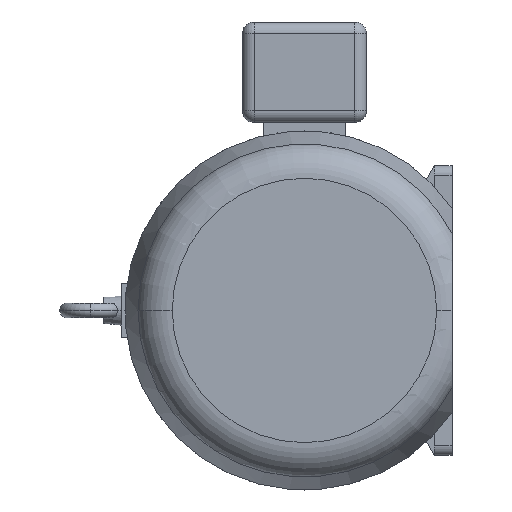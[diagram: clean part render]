
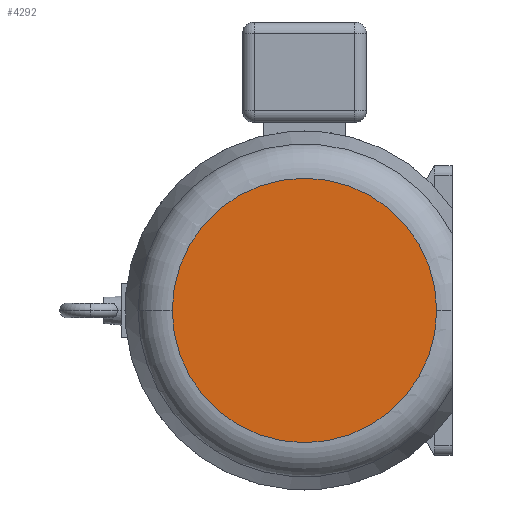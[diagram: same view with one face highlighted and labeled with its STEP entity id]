
A CAD part, left-side view. The second image highlights one B-rep face of the part: STEP entity #4292.
In plain terms, the highlighted planar face has unit normal (-1, 0, 0).
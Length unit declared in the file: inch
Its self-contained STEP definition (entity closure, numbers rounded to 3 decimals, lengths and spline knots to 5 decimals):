
#790 = CARTESIAN_POINT ( 'NONE',  ( -31.305, -5.59827, 0. ) ) ;
#4292 = ADVANCED_FACE ( 'Defeatured_0_491', ( #56671 ), #30409, .F. ) ;
#5510 = EDGE_CURVE ( 'Defeatured_0_490+Defeatured_0_491+Defeatured_0_491+Defeatured_0_491', #66656, #54855, #33509, .T. ) ;
#13745 = CARTESIAN_POINT ( 'NONE',  ( -31.305, 5.59827, 0. ) ) ;
#14498 = CARTESIAN_POINT ( 'NONE',  ( -31.305, 0., 0. ) ) ;
#24019 = AXIS2_PLACEMENT_3D ( 'NONE', #67129, #66910, #60937 ) ;
#30409 = PLANE ( 'NONE',  #36902 ) ;
#33509 = CIRCLE ( 'NONE', #54689, 5.59827 ) ;
#36902 = AXIS2_PLACEMENT_3D ( 'NONE', #13745, #52010, #46512 ) ;
#38889 = CARTESIAN_POINT ( 'NONE',  ( -31.305, 5.59827, 0. ) ) ;
#42963 = ORIENTED_EDGE ( 'NONE', *, *, #70370, .F. ) ;
#46512 = DIRECTION ( 'NONE',  ( 0., -1., 0. ) ) ;
#47056 = DIRECTION ( 'NONE',  ( 0., -1., 0. ) ) ;
#47464 = CIRCLE ( 'NONE', #24019, 5.59827 ) ;
#52010 = DIRECTION ( 'NONE',  ( 1., 0., 0. ) ) ;
#52550 = DIRECTION ( 'NONE',  ( 1., 0., 0. ) ) ;
#54689 = AXIS2_PLACEMENT_3D ( 'NONE', #14498, #52550, #47056 ) ;
#54855 = VERTEX_POINT ( 'NONE', #38889 ) ;
#55403 = EDGE_LOOP ( 'NONE', ( #63084, #42963 ) ) ;
#56671 = FACE_OUTER_BOUND ( 'NONE', #55403, .T. ) ;
#60937 = DIRECTION ( 'NONE',  ( 0., -1., 0. ) ) ;
#63084 = ORIENTED_EDGE ( 'NONE', *, *, #5510, .F. ) ;
#66656 = VERTEX_POINT ( 'NONE', #790 ) ;
#66910 = DIRECTION ( 'NONE',  ( 1., 0., 0. ) ) ;
#67129 = CARTESIAN_POINT ( 'NONE',  ( -31.305, 0., 0. ) ) ;
#70370 = EDGE_CURVE ( 'Defeatured_0_490+Defeatured_0_491+Defeatured_0_491+Defeatured_0_491', #54855, #66656, #47464, .T. ) ;
